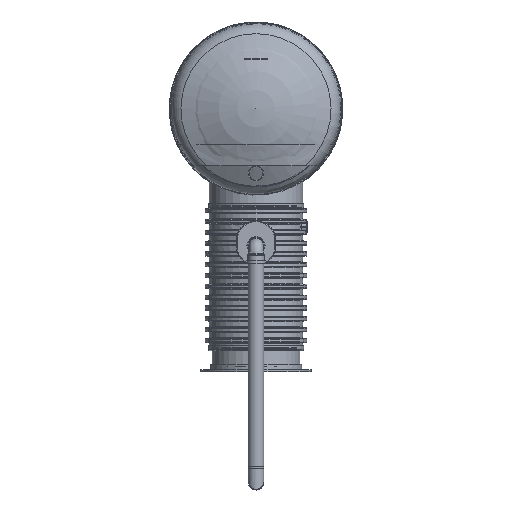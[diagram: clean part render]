
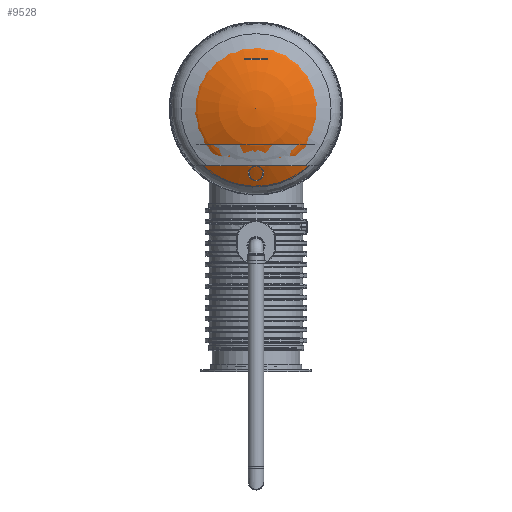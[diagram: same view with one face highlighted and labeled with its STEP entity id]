
A CAD part, left-side view. The second image highlights one B-rep face of the part: STEP entity #9528.
In plain terms, the highlighted toroidal (fillet/blend) face has major radius 2.457 mm and minor radius 960 mm.
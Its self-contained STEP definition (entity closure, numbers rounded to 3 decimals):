
#1707=VERTEX_LOOP('',#5436);
#1709=DEGENERATE_TOROIDAL_SURFACE('',#10702,2.457,960.,.F.);
#1752=ORIENTED_EDGE('',*,*,#4201,.F.);
#4201=EDGE_CURVE('',#5435,#5435,#6387,.T.);
#5435=VERTEX_POINT('',#15513);
#5436=VERTEX_POINT('',#15514);
#6387=CIRCLE('',#10703,557.429);
#7036=EDGE_LOOP('',(#1752));
#8217=FACE_BOUND('',#7036,.T.);
#8218=FACE_BOUND('',#1707,.T.);
#9528=ADVANCED_FACE('',(#8217,#8218),#1709,.F.);
#10702=AXIS2_PLACEMENT_3D('',#15511,#12124,#12125);
#10703=AXIS2_PLACEMENT_3D('',#15512,#12126,#12127);
#12124=DIRECTION('',(0.,0.,-1.));
#12125=DIRECTION('',(-1.,0.,0.));
#12126=DIRECTION('',(0.,0.,-1.));
#12127=DIRECTION('',(-1.,0.,0.));
#15511=CARTESIAN_POINT('',(0.,0.,-741.388));
#15512=CARTESIAN_POINT('',(0.,0.,38.437));
#15513=CARTESIAN_POINT('',(-557.429,0.,38.437));
#15514=CARTESIAN_POINT('',(0.,0.,218.609));
